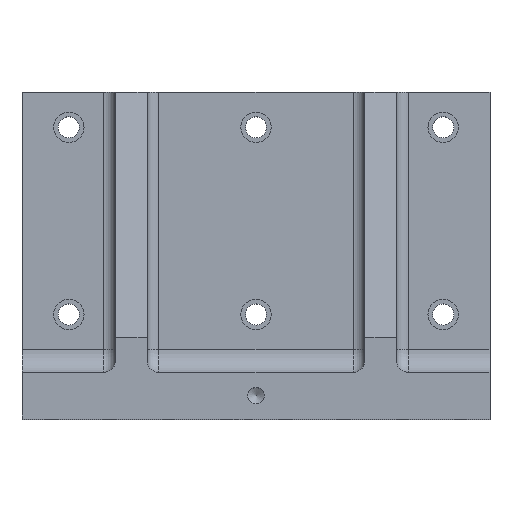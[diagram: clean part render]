
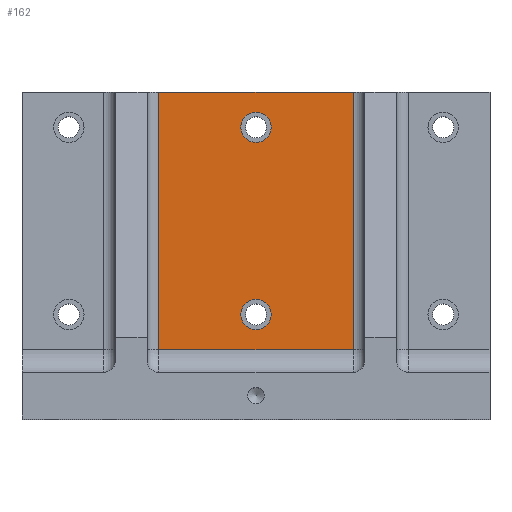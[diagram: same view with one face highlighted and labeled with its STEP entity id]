
A CAD part, top view. The second image highlights one B-rep face of the part: STEP entity #162.
In plain terms, the highlighted planar face has unit normal (0, 0, 1).
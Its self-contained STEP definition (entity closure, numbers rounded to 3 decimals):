
#162 = ADVANCED_FACE( '', ( #487, #488, #489 ), #490, .F. );
#487 = FACE_BOUND( '', #960, .T. );
#488 = FACE_BOUND( '', #961, .T. );
#489 = FACE_OUTER_BOUND( '', #962, .T. );
#490 = PLANE( '', #963 );
#960 = EDGE_LOOP( '', ( #1791 ) );
#961 = EDGE_LOOP( '', ( #1792 ) );
#962 = EDGE_LOOP( '', ( #1793, #1794, #1795, #1796 ) );
#963 = AXIS2_PLACEMENT_3D( '', #1797, #1798, #1799 );
#1791 = ORIENTED_EDGE( '', *, *, #2263, .T. );
#1792 = ORIENTED_EDGE( '', *, *, #2267, .T. );
#1793 = ORIENTED_EDGE( '', *, *, #2335, .T. );
#1794 = ORIENTED_EDGE( '', *, *, #2140, .T. );
#1795 = ORIENTED_EDGE( '', *, *, #2375, .T. );
#1796 = ORIENTED_EDGE( '', *, *, #2378, .T. );
#1797 = CARTESIAN_POINT( '', ( 200., 280., 30. ) );
#1798 = DIRECTION( '', ( 0., 0., -1. ) );
#1799 = DIRECTION( '', ( 0., 1., 0. ) );
#2140 = EDGE_CURVE( '', #2434, #2431, #2435, .F. );
#2263 = EDGE_CURVE( '', #2650, #2650, #2651, .T. );
#2267 = EDGE_CURVE( '', #2658, #2658, #2659, .T. );
#2335 = EDGE_CURVE( '', #2775, #2434, #2776, .F. );
#2375 = EDGE_CURVE( '', #2431, #2847, #2849, .T. );
#2378 = EDGE_CURVE( '', #2847, #2775, #2852, .F. );
#2431 = VERTEX_POINT( '', #2942 );
#2434 = VERTEX_POINT( '', #2945 );
#2435 = LINE( '', #2946, #2947 );
#2650 = VERTEX_POINT( '', #4068 );
#2651 = CIRCLE( '', #4069, 13. );
#2658 = VERTEX_POINT( '', #4076 );
#2659 = CIRCLE( '', #4077, 13. );
#2775 = VERTEX_POINT( '', #4225 );
#2776 = LINE( '', #4226, #4227 );
#2847 = VERTEX_POINT( '', #4308 );
#2849 = LINE( '', #4310, #4311 );
#2852 = LINE( '', #4315, #4316 );
#2942 = CARTESIAN_POINT( '', ( 83., 280., 30. ) );
#2945 = CARTESIAN_POINT( '', ( 83., 60., 30. ) );
#2946 = CARTESIAN_POINT( '', ( 83., 280., 30. ) );
#2947 = VECTOR( '', #4405, 1000. );
#4068 = CARTESIAN_POINT( '', ( 0., 77., 30. ) );
#4069 = AXIS2_PLACEMENT_3D( '', #4682, #4683, #4684 );
#4076 = CARTESIAN_POINT( '', ( 0., 237., 30. ) );
#4077 = AXIS2_PLACEMENT_3D( '', #4694, #4695, #4696 );
#4225 = CARTESIAN_POINT( '', ( -83., 60., 30. ) );
#4226 = CARTESIAN_POINT( '', ( 200., 60., 30. ) );
#4227 = VECTOR( '', #4831, 1000. );
#4308 = CARTESIAN_POINT( '', ( -83., 280., 30. ) );
#4310 = CARTESIAN_POINT( '', ( 200., 280., 30. ) );
#4311 = VECTOR( '', #4929, 1000. );
#4315 = CARTESIAN_POINT( '', ( -83., 280., 30. ) );
#4316 = VECTOR( '', #4934, 1000. );
#4405 = DIRECTION( '', ( 0., -1., 0. ) );
#4682 = CARTESIAN_POINT( '', ( 0., 90., 30. ) );
#4683 = DIRECTION( '', ( 0., 0., -1. ) );
#4684 = DIRECTION( '', ( 0., -1., 0. ) );
#4694 = CARTESIAN_POINT( '', ( 0., 250., 30. ) );
#4695 = DIRECTION( '', ( 0., 0., -1. ) );
#4696 = DIRECTION( '', ( 0., -1., 0. ) );
#4831 = DIRECTION( '', ( -1., 0., 0. ) );
#4929 = DIRECTION( '', ( -1., 0., 0. ) );
#4934 = DIRECTION( '', ( 0., 1., 0. ) );
